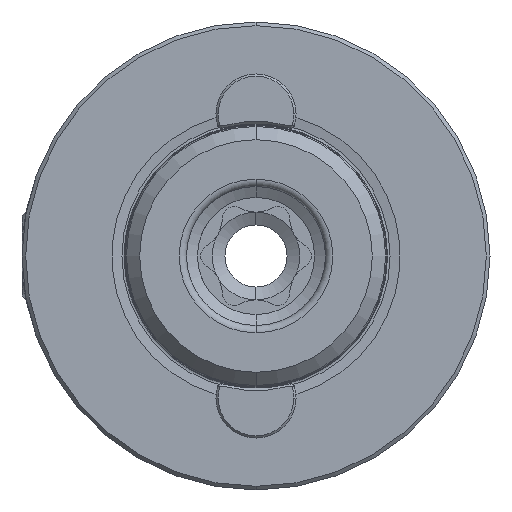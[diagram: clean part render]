
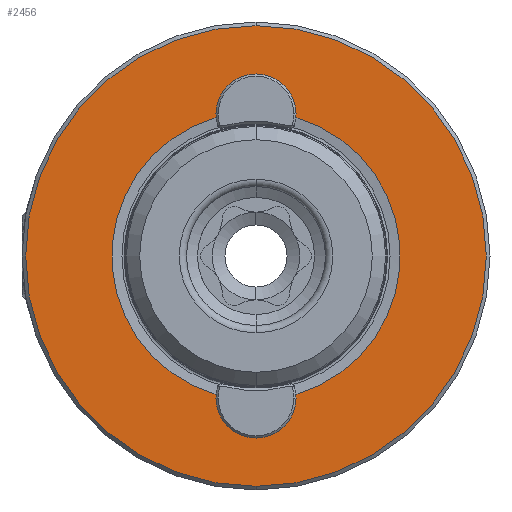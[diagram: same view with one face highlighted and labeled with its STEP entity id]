
A CAD part, left-side view. The second image highlights one B-rep face of the part: STEP entity #2456.
In plain terms, the highlighted planar face has unit normal (-1, 0, 0).
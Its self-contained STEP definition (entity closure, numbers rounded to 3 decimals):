
#81 = CARTESIAN_POINT ( 'NONE',  ( 0., 0., 31.5 ) ) ;
#90 = VERTEX_POINT ( 'NONE', #5355 ) ;
#172 = DIRECTION ( 'NONE',  ( 0., 0., 1. ) ) ;
#197 = DIRECTION ( 'NONE',  ( -1., 0., 0. ) ) ;
#225 = CARTESIAN_POINT ( 'NONE',  ( 0., 0., 0. ) ) ;
#247 = FACE_BOUND ( 'NONE', #6483, .T. ) ;
#273 = DIRECTION ( 'NONE',  ( 0., 0., 1. ) ) ;
#297 = DIRECTION ( 'NONE',  ( -1., 0., 0. ) ) ;
#306 = CARTESIAN_POINT ( 'NONE',  ( 0., 0., 0. ) ) ;
#508 = VERTEX_POINT ( 'NONE', #4199 ) ;
#1047 = CARTESIAN_POINT ( 'NONE',  ( 0., 2.305, -19.58 ) ) ;
#1073 = AXIS2_PLACEMENT_3D ( 'NONE', #7327, #7146, #7118 ) ;
#1176 = EDGE_CURVE ( 'NONE', #2058, #5107, #3659, .T. ) ;
#1210 = ORIENTED_EDGE ( 'NONE', *, *, #4763, .T. ) ;
#1211 = EDGE_CURVE ( 'NONE', #5107, #6759, #6421, .T. ) ;
#1643 = CARTESIAN_POINT ( 'NONE',  ( 0., 0., 0. ) ) ;
#1649 = DIRECTION ( 'NONE',  ( -1., 0., 0. ) ) ;
#1668 = DIRECTION ( 'NONE',  ( 0., 0., 1. ) ) ;
#1684 = DIRECTION ( 'NONE',  ( 0., 0., 1. ) ) ;
#1694 = DIRECTION ( 'NONE',  ( -1., 0., 0. ) ) ;
#1711 = CARTESIAN_POINT ( 'NONE',  ( 0., 0., 0. ) ) ;
#1760 = CIRCLE ( 'NONE', #3585, 19.715 ) ;
#1892 = VERTEX_POINT ( 'NONE', #3271 ) ;
#1987 = EDGE_CURVE ( 'NONE', #4307, #4654, #7293, .T. ) ;
#2058 = VERTEX_POINT ( 'NONE', #1047 ) ;
#2248 = EDGE_CURVE ( 'NONE', #1892, #90, #3054, .T. ) ;
#2445 = DIRECTION ( 'NONE',  ( 0., 0., -1. ) ) ;
#2456 = ADVANCED_FACE ( 'NONE', ( #6471, #247 ), #2816, .F. ) ;
#2506 = DIRECTION ( 'NONE',  ( 1., 0., 0. ) ) ;
#2686 = CARTESIAN_POINT ( 'NONE',  ( 0., 0., -19.715 ) ) ;
#2714 = ORIENTED_EDGE ( 'NONE', *, *, #2248, .F. ) ;
#2723 = AXIS2_PLACEMENT_3D ( 'NONE', #225, #197, #172 ) ;
#2771 = CIRCLE ( 'NONE', #2723, 19.715 ) ;
#2816 = PLANE ( 'NONE',  #5663 ) ;
#2852 = ORIENTED_EDGE ( 'NONE', *, *, #4118, .F. ) ;
#3048 = AXIS2_PLACEMENT_3D ( 'NONE', #5801, #5900, #5779 ) ;
#3054 = CIRCLE ( 'NONE', #7326, 3. ) ;
#3271 = CARTESIAN_POINT ( 'NONE',  ( 0., -2.305, 19.58 ) ) ;
#3330 = ORIENTED_EDGE ( 'NONE', *, *, #6468, .F. ) ;
#3585 = AXIS2_PLACEMENT_3D ( 'NONE', #1643, #1649, #1668 ) ;
#3608 = ORIENTED_EDGE ( 'NONE', *, *, #1987, .T. ) ;
#3659 = CIRCLE ( 'NONE', #1073, 3. ) ;
#3719 = ORIENTED_EDGE ( 'NONE', *, *, #1176, .F. ) ;
#4072 = CIRCLE ( 'NONE', #4555, 31.5 ) ;
#4077 = ORIENTED_EDGE ( 'NONE', *, *, #4927, .F. ) ;
#4118 = EDGE_CURVE ( 'NONE', #90, #508, #7196, .T. ) ;
#4199 = CARTESIAN_POINT ( 'NONE',  ( 0., 2.305, 19.58 ) ) ;
#4204 = CARTESIAN_POINT ( 'NONE',  ( 0., 0., -24.5 ) ) ;
#4307 = VERTEX_POINT ( 'NONE', #81 ) ;
#4459 = AXIS2_PLACEMENT_3D ( 'NONE', #4954, #4876, #4491 ) ;
#4491 = DIRECTION ( 'NONE',  ( 0., 0., 1. ) ) ;
#4555 = AXIS2_PLACEMENT_3D ( 'NONE', #306, #297, #273 ) ;
#4654 = VERTEX_POINT ( 'NONE', #5876 ) ;
#4698 = CARTESIAN_POINT ( 'NONE',  ( 0., -2.305, -19.58 ) ) ;
#4763 = EDGE_CURVE ( 'NONE', #4654, #4307, #4072, .T. ) ;
#4876 = DIRECTION ( 'NONE',  ( -1., 0., 0. ) ) ;
#4927 = EDGE_CURVE ( 'NONE', #6759, #1892, #1760, .T. ) ;
#4954 = CARTESIAN_POINT ( 'NONE',  ( 0., 0., 21.5 ) ) ;
#5107 = VERTEX_POINT ( 'NONE', #4204 ) ;
#5355 = CARTESIAN_POINT ( 'NONE',  ( 0., 0., 24.5 ) ) ;
#5663 = AXIS2_PLACEMENT_3D ( 'NONE', #2686, #2506, #2445 ) ;
#5779 = DIRECTION ( 'NONE',  ( 0., 0., 1. ) ) ;
#5801 = CARTESIAN_POINT ( 'NONE',  ( 0., 0., -21.5 ) ) ;
#5876 = CARTESIAN_POINT ( 'NONE',  ( 0., 0., -31.5 ) ) ;
#5900 = DIRECTION ( 'NONE',  ( -1., 0., 0. ) ) ;
#5943 = EDGE_LOOP ( 'NONE', ( #1210, #3608 ) ) ;
#6220 = ORIENTED_EDGE ( 'NONE', *, *, #1211, .F. ) ;
#6242 = DIRECTION ( 'NONE',  ( 0., 0., 1. ) ) ;
#6262 = DIRECTION ( 'NONE',  ( -1., 0., 0. ) ) ;
#6293 = CARTESIAN_POINT ( 'NONE',  ( 0., 0., 21.5 ) ) ;
#6421 = CIRCLE ( 'NONE', #3048, 3. ) ;
#6468 = EDGE_CURVE ( 'NONE', #508, #2058, #2771, .T. ) ;
#6471 = FACE_OUTER_BOUND ( 'NONE', #5943, .T. ) ;
#6483 = EDGE_LOOP ( 'NONE', ( #2714, #4077, #6220, #3719, #3330, #2852 ) ) ;
#6708 = AXIS2_PLACEMENT_3D ( 'NONE', #1711, #1694, #1684 ) ;
#6759 = VERTEX_POINT ( 'NONE', #4698 ) ;
#7118 = DIRECTION ( 'NONE',  ( 0., 0., 1. ) ) ;
#7146 = DIRECTION ( 'NONE',  ( -1., 0., 0. ) ) ;
#7196 = CIRCLE ( 'NONE', #4459, 3. ) ;
#7293 = CIRCLE ( 'NONE', #6708, 31.5 ) ;
#7326 = AXIS2_PLACEMENT_3D ( 'NONE', #6293, #6262, #6242 ) ;
#7327 = CARTESIAN_POINT ( 'NONE',  ( 0., 0., -21.5 ) ) ;
